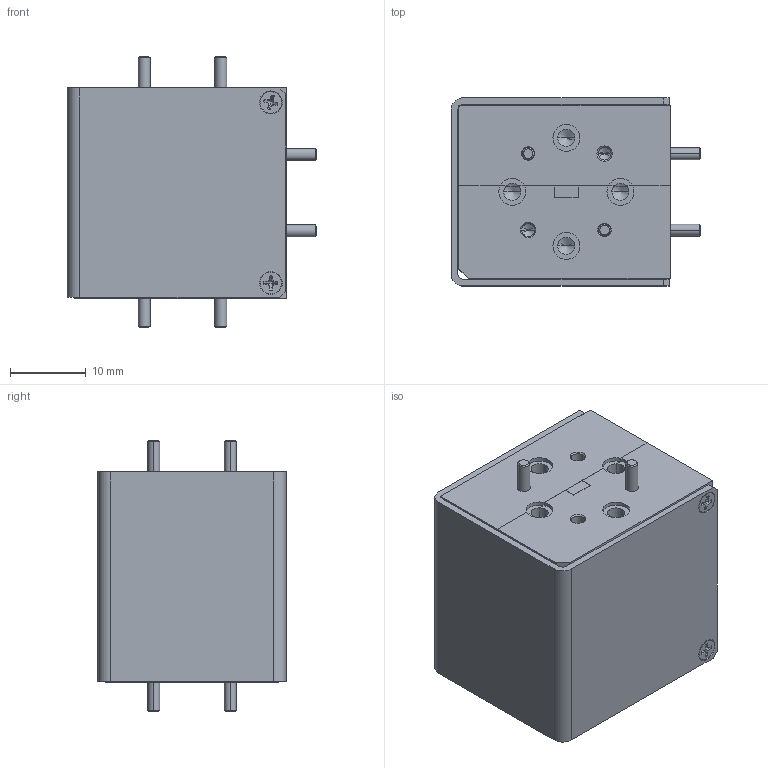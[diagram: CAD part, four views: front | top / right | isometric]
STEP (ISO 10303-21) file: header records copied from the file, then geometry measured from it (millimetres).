
FILE_DESCRIPTION (( 'STEP AP214' ), '1' );
FILE_NAME ('DMNW-12-121-1, DF.STEP', '2018-06-11T22:06:36', ( '' ), ( '' ), 'SwSTEP 2.0', 'SolidWorks 2016', '' );
FILE_SCHEMA (( 'AUTOMOTIVE_DESIGN' ));
Length unit declared in the file: inch
Products named in the file (1): DMNW-12-121-1, DF
Bounding box: 33.02 x 24.89 x 35.88 mm (x, y, z)
Volume: 19461.4 mm3; surface area: 11295.9 mm2
Topology: 13 solids, 13 shells, 503 faces, 1323 edges, 818 vertices
Faces by surface type: cylinder 200, cone 150, plane 141, bspline 12
Entity records: 26108 total; most frequent: CARTESIAN_POINT 7685, ORIENTED_EDGE 2534, DIRECTION 2371, EDGE_CURVE 1267, AXIS2_PLACEMENT_3D 888, VERTEX_POINT 818, VECTOR 595, LINE 595
